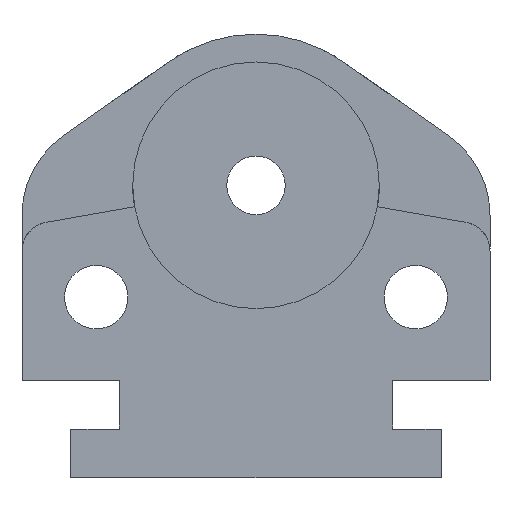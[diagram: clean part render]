
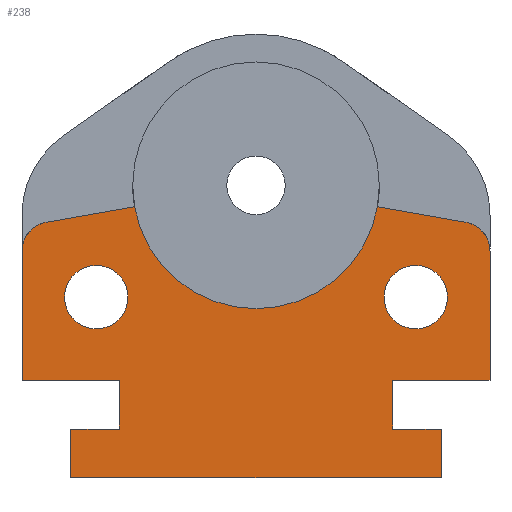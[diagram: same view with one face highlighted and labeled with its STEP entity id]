
A CAD part, front view. The second image highlights one B-rep face of the part: STEP entity #238.
In plain terms, the highlighted planar face has unit normal (0, -1, 0).
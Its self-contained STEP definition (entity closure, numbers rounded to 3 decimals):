
#51=CARTESIAN_POINT('Axis2P3D Location',(0.,-50.,0.)) ;
#56=CARTESIAN_POINT('Line Origine',(16.989,-50.,-2.996)) ;
#60=CARTESIAN_POINT('Vertex',(21.521,-50.,-3.795)) ;
#62=CARTESIAN_POINT('Vertex',(12.458,-50.,-2.197)) ;
#65=CARTESIAN_POINT('Axis2P3D Location',(0.,-50.,0.)) ;
#69=CARTESIAN_POINT('Vertex',(0.,-50.,-12.65)) ;
#72=CARTESIAN_POINT('Axis2P3D Location',(0.,-50.,0.)) ;
#76=CARTESIAN_POINT('Vertex',(-12.458,-50.,-2.197)) ;
#79=CARTESIAN_POINT('Line Origine',(-16.989,-50.,-2.996)) ;
#83=CARTESIAN_POINT('Vertex',(-21.521,-50.,-3.795)) ;
#86=CARTESIAN_POINT('Axis2P3D Location',(-21.,-50.,-6.749)) ;
#90=CARTESIAN_POINT('Vertex',(-24.,-50.,-6.749)) ;
#93=CARTESIAN_POINT('Line Origine',(-24.,-50.,-13.375)) ;
#97=CARTESIAN_POINT('Vertex',(-24.,-50.,-20.)) ;
#100=CARTESIAN_POINT('Line Origine',(-19.,-50.,-20.)) ;
#104=CARTESIAN_POINT('Vertex',(-14.,-50.,-20.)) ;
#107=CARTESIAN_POINT('Line Origine',(-14.,-50.,-22.5)) ;
#111=CARTESIAN_POINT('Vertex',(-14.,-50.,-25.)) ;
#114=CARTESIAN_POINT('Line Origine',(-16.5,-50.,-25.)) ;
#118=CARTESIAN_POINT('Vertex',(-19.,-50.,-25.)) ;
#121=CARTESIAN_POINT('Line Origine',(-19.,-50.,-27.5)) ;
#125=CARTESIAN_POINT('Vertex',(-19.,-50.,-30.)) ;
#128=CARTESIAN_POINT('Line Origine',(-9.5,-50.,-30.)) ;
#132=CARTESIAN_POINT('Vertex',(0.,-50.,-30.)) ;
#135=CARTESIAN_POINT('Line Origine',(9.5,-50.,-30.)) ;
#139=CARTESIAN_POINT('Vertex',(19.,-50.,-30.)) ;
#142=CARTESIAN_POINT('Line Origine',(19.,-50.,-27.5)) ;
#146=CARTESIAN_POINT('Vertex',(19.,-50.,-25.)) ;
#149=CARTESIAN_POINT('Line Origine',(16.5,-50.,-25.)) ;
#153=CARTESIAN_POINT('Vertex',(14.,-50.,-25.)) ;
#156=CARTESIAN_POINT('Line Origine',(14.,-50.,-22.5)) ;
#160=CARTESIAN_POINT('Vertex',(14.,-50.,-20.)) ;
#163=CARTESIAN_POINT('Line Origine',(19.,-50.,-20.)) ;
#167=CARTESIAN_POINT('Vertex',(24.,-50.,-20.)) ;
#170=CARTESIAN_POINT('Line Origine',(24.,-50.,-13.375)) ;
#174=CARTESIAN_POINT('Vertex',(24.,-50.,-6.749)) ;
#177=CARTESIAN_POINT('Axis2P3D Location',(21.,-50.,-6.749)) ;
#202=CARTESIAN_POINT('Axis2P3D Location',(-16.383,-50.,-11.472)) ;
#206=CARTESIAN_POINT('Vertex',(-13.133,-50.,-11.472)) ;
#208=CARTESIAN_POINT('Vertex',(-19.633,-50.,-11.472)) ;
#211=CARTESIAN_POINT('Axis2P3D Location',(-16.383,-50.,-11.472)) ;
#220=CARTESIAN_POINT('Axis2P3D Location',(16.383,-50.,-11.472)) ;
#224=CARTESIAN_POINT('Vertex',(13.133,-50.,-11.472)) ;
#226=CARTESIAN_POINT('Vertex',(19.633,-50.,-11.472)) ;
#229=CARTESIAN_POINT('Axis2P3D Location',(16.383,-50.,-11.472)) ;
#52=DIRECTION('Axis2P3D Direction',(0.,-1.,0.)) ;
#53=DIRECTION('Axis2P3D XDirection',(1.,0.,0.)) ;
#57=DIRECTION('Vector Direction',(-0.985,0.,0.174)) ;
#66=DIRECTION('Axis2P3D Direction',(0.,-1.,0.)) ;
#73=DIRECTION('Axis2P3D Direction',(0.,-1.,0.)) ;
#80=DIRECTION('Vector Direction',(0.985,0.,0.174)) ;
#87=DIRECTION('Axis2P3D Direction',(0.,-1.,0.)) ;
#94=DIRECTION('Vector Direction',(0.,0.,-1.)) ;
#101=DIRECTION('Vector Direction',(1.,0.,0.)) ;
#108=DIRECTION('Vector Direction',(0.,0.,-1.)) ;
#115=DIRECTION('Vector Direction',(1.,0.,0.)) ;
#122=DIRECTION('Vector Direction',(0.,0.,-1.)) ;
#129=DIRECTION('Vector Direction',(-1.,0.,0.)) ;
#136=DIRECTION('Vector Direction',(-1.,0.,0.)) ;
#143=DIRECTION('Vector Direction',(0.,0.,-1.)) ;
#150=DIRECTION('Vector Direction',(1.,0.,0.)) ;
#157=DIRECTION('Vector Direction',(0.,0.,-1.)) ;
#164=DIRECTION('Vector Direction',(-1.,0.,0.)) ;
#171=DIRECTION('Vector Direction',(0.,0.,-1.)) ;
#178=DIRECTION('Axis2P3D Direction',(0.,-1.,0.)) ;
#203=DIRECTION('Axis2P3D Direction',(0.,-1.,0.)) ;
#212=DIRECTION('Axis2P3D Direction',(0.,-1.,0.)) ;
#221=DIRECTION('Axis2P3D Direction',(0.,-1.,0.)) ;
#230=DIRECTION('Axis2P3D Direction',(0.,-1.,0.)) ;
#54=AXIS2_PLACEMENT_3D('Plane Axis2P3D',#51,#52,#53) ;
#67=AXIS2_PLACEMENT_3D('Circle Axis2P3D',#65,#66,$) ;
#74=AXIS2_PLACEMENT_3D('Circle Axis2P3D',#72,#73,$) ;
#88=AXIS2_PLACEMENT_3D('Circle Axis2P3D',#86,#87,$) ;
#179=AXIS2_PLACEMENT_3D('Circle Axis2P3D',#177,#178,$) ;
#204=AXIS2_PLACEMENT_3D('Circle Axis2P3D',#202,#203,$) ;
#213=AXIS2_PLACEMENT_3D('Circle Axis2P3D',#211,#212,$) ;
#222=AXIS2_PLACEMENT_3D('Circle Axis2P3D',#220,#221,$) ;
#231=AXIS2_PLACEMENT_3D('Circle Axis2P3D',#229,#230,$) ;
#183=ORIENTED_EDGE('',*,*,#64,.T.) ;
#184=ORIENTED_EDGE('',*,*,#71,.F.) ;
#185=ORIENTED_EDGE('',*,*,#78,.F.) ;
#186=ORIENTED_EDGE('',*,*,#85,.T.) ;
#187=ORIENTED_EDGE('',*,*,#92,.T.) ;
#188=ORIENTED_EDGE('',*,*,#99,.T.) ;
#189=ORIENTED_EDGE('',*,*,#106,.T.) ;
#190=ORIENTED_EDGE('',*,*,#113,.T.) ;
#191=ORIENTED_EDGE('',*,*,#120,.F.) ;
#192=ORIENTED_EDGE('',*,*,#127,.T.) ;
#193=ORIENTED_EDGE('',*,*,#134,.F.) ;
#194=ORIENTED_EDGE('',*,*,#141,.F.) ;
#195=ORIENTED_EDGE('',*,*,#148,.F.) ;
#196=ORIENTED_EDGE('',*,*,#155,.F.) ;
#197=ORIENTED_EDGE('',*,*,#162,.F.) ;
#198=ORIENTED_EDGE('',*,*,#169,.T.) ;
#199=ORIENTED_EDGE('',*,*,#176,.T.) ;
#200=ORIENTED_EDGE('',*,*,#181,.T.) ;
#217=ORIENTED_EDGE('',*,*,#210,.F.) ;
#218=ORIENTED_EDGE('',*,*,#215,.F.) ;
#235=ORIENTED_EDGE('',*,*,#228,.F.) ;
#236=ORIENTED_EDGE('',*,*,#233,.F.) ;
#219=FACE_BOUND('',#216,.T.) ;
#237=FACE_BOUND('',#234,.T.) ;
#58=VECTOR('Line Direction',#57,1.) ;
#81=VECTOR('Line Direction',#80,1.) ;
#95=VECTOR('Line Direction',#94,1.) ;
#102=VECTOR('Line Direction',#101,1.) ;
#109=VECTOR('Line Direction',#108,1.) ;
#116=VECTOR('Line Direction',#115,1.) ;
#123=VECTOR('Line Direction',#122,1.) ;
#130=VECTOR('Line Direction',#129,1.) ;
#137=VECTOR('Line Direction',#136,1.) ;
#144=VECTOR('Line Direction',#143,1.) ;
#151=VECTOR('Line Direction',#150,1.) ;
#158=VECTOR('Line Direction',#157,1.) ;
#165=VECTOR('Line Direction',#164,1.) ;
#172=VECTOR('Line Direction',#171,1.) ;
#238=ADVANCED_FACE('Corps principal',(#201,#219,#237),#55,.T.) ;
#68=CIRCLE('generated circle',#67,12.65) ;
#75=CIRCLE('generated circle',#74,12.65) ;
#89=CIRCLE('generated circle',#88,3.) ;
#180=CIRCLE('generated circle',#179,3.) ;
#205=CIRCLE('generated circle',#204,3.25) ;
#214=CIRCLE('generated circle',#213,3.25) ;
#223=CIRCLE('generated circle',#222,3.25) ;
#232=CIRCLE('generated circle',#231,3.25) ;
#64=EDGE_CURVE('',#61,#63,#59,.T.) ;
#71=EDGE_CURVE('',#70,#63,#68,.T.) ;
#78=EDGE_CURVE('',#77,#70,#75,.T.) ;
#85=EDGE_CURVE('',#77,#84,#82,.F.) ;
#92=EDGE_CURVE('',#84,#91,#89,.T.) ;
#99=EDGE_CURVE('',#91,#98,#96,.T.) ;
#106=EDGE_CURVE('',#98,#105,#103,.T.) ;
#113=EDGE_CURVE('',#105,#112,#110,.T.) ;
#120=EDGE_CURVE('',#119,#112,#117,.T.) ;
#127=EDGE_CURVE('',#119,#126,#124,.T.) ;
#134=EDGE_CURVE('',#133,#126,#131,.T.) ;
#141=EDGE_CURVE('',#140,#133,#138,.T.) ;
#148=EDGE_CURVE('',#147,#140,#145,.T.) ;
#155=EDGE_CURVE('',#154,#147,#152,.T.) ;
#162=EDGE_CURVE('',#161,#154,#159,.T.) ;
#169=EDGE_CURVE('',#161,#168,#166,.F.) ;
#176=EDGE_CURVE('',#168,#175,#173,.F.) ;
#181=EDGE_CURVE('',#175,#61,#180,.T.) ;
#210=EDGE_CURVE('',#207,#209,#205,.T.) ;
#215=EDGE_CURVE('',#209,#207,#214,.T.) ;
#228=EDGE_CURVE('',#225,#227,#223,.T.) ;
#233=EDGE_CURVE('',#227,#225,#232,.T.) ;
#182=EDGE_LOOP('',(#183,#184,#185,#186,#187,#188,#189,#190,#191,#192,#193,#194,#195,#196,#197,#198,#199,#200)) ;
#216=EDGE_LOOP('',(#217,#218)) ;
#234=EDGE_LOOP('',(#235,#236)) ;
#201=FACE_OUTER_BOUND('',#182,.T.) ;
#59=LINE('Line',#56,#58) ;
#82=LINE('Line',#79,#81) ;
#96=LINE('Line',#93,#95) ;
#103=LINE('Line',#100,#102) ;
#110=LINE('Line',#107,#109) ;
#117=LINE('Line',#114,#116) ;
#124=LINE('Line',#121,#123) ;
#131=LINE('Line',#128,#130) ;
#138=LINE('Line',#135,#137) ;
#145=LINE('Line',#142,#144) ;
#152=LINE('Line',#149,#151) ;
#159=LINE('Line',#156,#158) ;
#166=LINE('Line',#163,#165) ;
#173=LINE('Line',#170,#172) ;
#55=PLANE('',#54) ;
#61=VERTEX_POINT('',#60) ;
#63=VERTEX_POINT('',#62) ;
#70=VERTEX_POINT('',#69) ;
#77=VERTEX_POINT('',#76) ;
#84=VERTEX_POINT('',#83) ;
#91=VERTEX_POINT('',#90) ;
#98=VERTEX_POINT('',#97) ;
#105=VERTEX_POINT('',#104) ;
#112=VERTEX_POINT('',#111) ;
#119=VERTEX_POINT('',#118) ;
#126=VERTEX_POINT('',#125) ;
#133=VERTEX_POINT('',#132) ;
#140=VERTEX_POINT('',#139) ;
#147=VERTEX_POINT('',#146) ;
#154=VERTEX_POINT('',#153) ;
#161=VERTEX_POINT('',#160) ;
#168=VERTEX_POINT('',#167) ;
#175=VERTEX_POINT('',#174) ;
#207=VERTEX_POINT('',#206) ;
#209=VERTEX_POINT('',#208) ;
#225=VERTEX_POINT('',#224) ;
#227=VERTEX_POINT('',#226) ;
